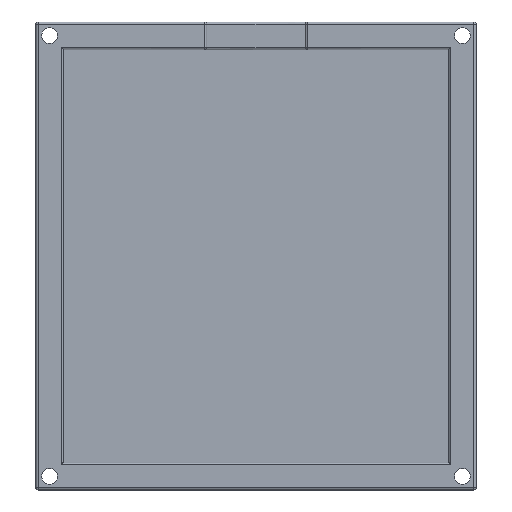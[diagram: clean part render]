
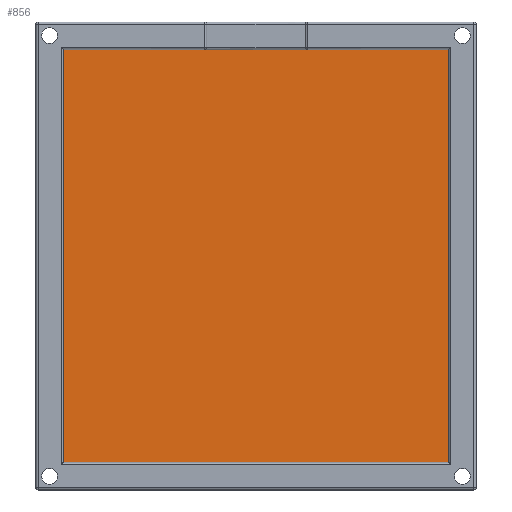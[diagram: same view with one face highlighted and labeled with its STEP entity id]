
A CAD part, top view. The second image highlights one B-rep face of the part: STEP entity #856.
In plain terms, the highlighted planar face has unit normal (0, 0, 1).
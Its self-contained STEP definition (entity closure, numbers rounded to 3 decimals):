
#36=PLANE('',#978);
#148=FACE_OUTER_BOUND('',#212,.T.);
#212=EDGE_LOOP('',(#767,#768,#769,#770));
#276=LINE('',#1458,#342);
#282=LINE('',#1493,#348);
#284=LINE('',#1497,#350);
#286=LINE('',#1500,#352);
#342=VECTOR('',#1206,10.);
#348=VECTOR('',#1252,10.);
#350=VECTOR('',#1256,10.);
#352=VECTOR('',#1260,10.);
#405=VERTEX_POINT('',#1455);
#406=VERTEX_POINT('',#1457);
#415=VERTEX_POINT('',#1492);
#416=VERTEX_POINT('',#1496);
#516=EDGE_CURVE('',#406,#405,#276,.T.);
#530=EDGE_CURVE('',#415,#406,#282,.T.);
#532=EDGE_CURVE('',#416,#415,#284,.T.);
#534=EDGE_CURVE('',#405,#416,#286,.T.);
#767=ORIENTED_EDGE('',*,*,#532,.T.);
#768=ORIENTED_EDGE('',*,*,#530,.T.);
#769=ORIENTED_EDGE('',*,*,#516,.T.);
#770=ORIENTED_EDGE('',*,*,#534,.T.);
#856=ADVANCED_FACE('',(#148),#36,.T.);
#978=AXIS2_PLACEMENT_3D('',#1501,#1261,#1262);
#1206=DIRECTION('',(-1.,0.,0.));
#1252=DIRECTION('',(0.,1.,0.));
#1256=DIRECTION('',(1.,0.,0.));
#1260=DIRECTION('',(0.,-1.,0.));
#1261=DIRECTION('center_axis',(0.,0.,1.));
#1262=DIRECTION('ref_axis',(1.,0.,0.));
#1455=CARTESIAN_POINT('',(-35.472,37.173,3.));
#1457=CARTESIAN_POINT('',(34.528,37.173,3.));
#1458=CARTESIAN_POINT('',(-35.472,37.173,3.));
#1492=CARTESIAN_POINT('',(34.528,-37.827,3.));
#1493=CARTESIAN_POINT('',(34.528,37.173,3.));
#1496=CARTESIAN_POINT('',(-35.472,-37.827,3.));
#1497=CARTESIAN_POINT('',(34.528,-37.827,3.));
#1500=CARTESIAN_POINT('',(-35.472,-37.827,3.));
#1501=CARTESIAN_POINT('Origin',(-0.472,-0.327,3.));
